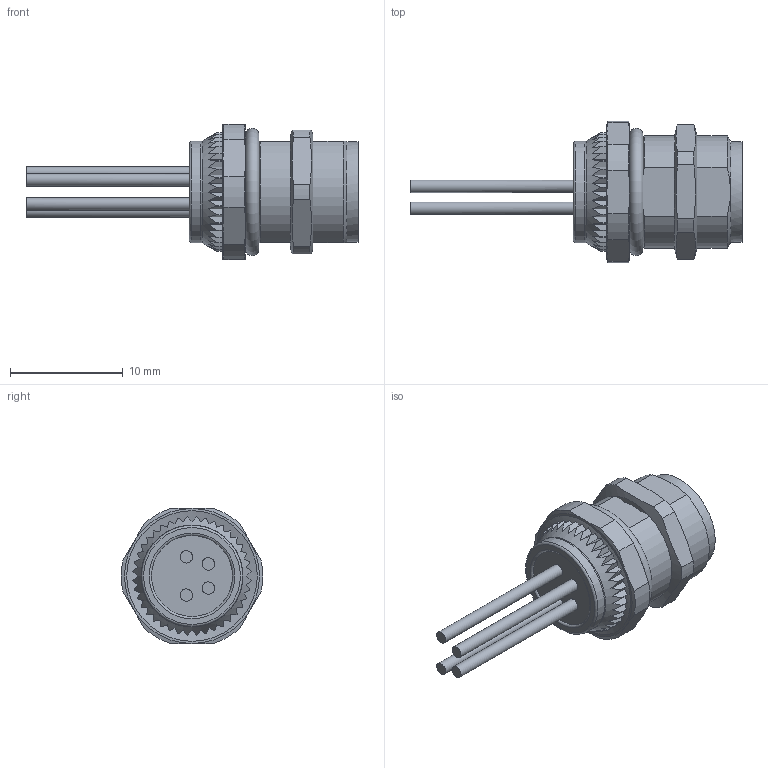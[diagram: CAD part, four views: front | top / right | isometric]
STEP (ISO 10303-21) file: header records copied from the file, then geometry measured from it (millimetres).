
FILE_DESCRIPTION(/* description */ (''),/* implementation_level */ '2;1');
FILE_NAME(/* name */ '09-3420-86-04_bg.stp',/* time_stamp */ '2010-05-31T16:02:52+02:00',/* author */ (''),/* organization */ (''),/* preprocessor_version */ 'ST-DEVELOPER v11',/* originating_system */ 'UGS - NX 5.0',/* authorisation */ '');
FILE_SCHEMA (('CONFIG_CONTROL_DESIGN'));
Length unit declared in the file: millimetre
Products named in the file (1): kbor0542aa1s
Bounding box: 29.5 x 12.57 x 12 mm (x, y, z)
Volume: 1185.4 mm3; surface area: 1616.9 mm2
Topology: 4 solids, 4 shells, 235 faces, 640 edges, 425 vertices
Faces by surface type: plane 110, cylinder 71, cone 30, torus 8, extrusion 8, bspline 8
Full cylindrical faces by diameter (mm): 1.05 x4, 1.1 x4, 5.65 x1, 7.1 x1, 7.4 x1, 8.1 x2, 8.9 x2, 9 x1, 9.188 x1
Entity records: 7730 total; most frequent: CARTESIAN_POINT 2388, ORIENTED_EDGE 1128, DIRECTION 956, EDGE_CURVE 564, VERTEX_POINT 400, AXIS2_PLACEMENT_3D 400, EDGE_LOOP 294, B_SPLINE_CURVE_WITH_KNOTS 244
